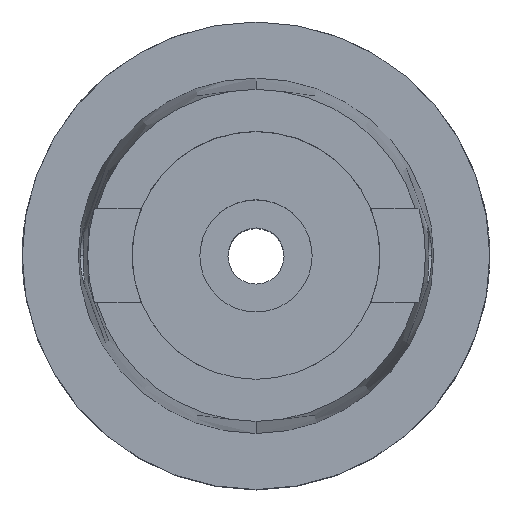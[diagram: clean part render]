
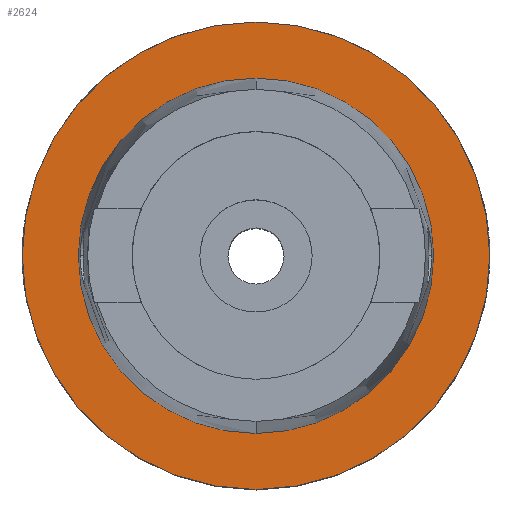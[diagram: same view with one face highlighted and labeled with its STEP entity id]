
A CAD part, top view. The second image highlights one B-rep face of the part: STEP entity #2624.
In plain terms, the highlighted planar face has unit normal (0, 0, 1).
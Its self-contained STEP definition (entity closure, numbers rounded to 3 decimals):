
#342=CARTESIAN_POINT('',(0.,0.,0.));
#343=DIRECTION('',(0.,0.,-1.));
#344=DIRECTION('',(0.,-1.,0.));
#345=AXIS2_PLACEMENT_3D('',#342,#343,#344);
#350=CARTESIAN_POINT('',(0.,0.,0.));
#351=DIRECTION('',(0.,0.,-1.));
#352=DIRECTION('',(0.,1.,0.));
#353=AXIS2_PLACEMENT_3D('',#350,#351,#352);
#358=CARTESIAN_POINT('',(0.,0.,0.));
#359=DIRECTION('',(0.,0.,1.));
#360=DIRECTION('',(0.,-1.,0.));
#361=AXIS2_PLACEMENT_3D('',#358,#359,#360);
#366=CARTESIAN_POINT('',(0.,0.,0.));
#367=DIRECTION('',(0.,0.,1.));
#368=DIRECTION('',(0.,1.,0.));
#369=AXIS2_PLACEMENT_3D('',#366,#367,#368);
#2136=CARTESIAN_POINT('',(0.,38.,0.));
#2137=VERTEX_POINT('',#2136);
#2138=CARTESIAN_POINT('',(0.,-38.,0.));
#2139=VERTEX_POINT('',#2138);
#2146=CARTESIAN_POINT('',(0.,-50.,0.));
#2147=CARTESIAN_POINT('',(0.,50.,0.));
#2148=VERTEX_POINT('',#2146);
#2149=VERTEX_POINT('',#2147);
#2609=CARTESIAN_POINT('',(0.,0.,0.));
#2610=DIRECTION('',(0.,0.,1.));
#2611=DIRECTION('',(0.,1.,0.));
#2612=AXIS2_PLACEMENT_3D('',#2609,#2610,#2611);
#2613=PLANE('',#2612);
#2615=ORIENTED_EDGE('',*,*,#2614,.T.);
#2617=ORIENTED_EDGE('',*,*,#2616,.T.);
#2618=EDGE_LOOP('',(#2615,#2617));
#2619=FACE_OUTER_BOUND('',#2618,.F.);
#2620=ORIENTED_EDGE('',*,*,#2571,.T.);
#2621=ORIENTED_EDGE('',*,*,#2533,.T.);
#2622=EDGE_LOOP('',(#2620,#2621));
#2623=FACE_BOUND('',#2622,.F.);
#346=CIRCLE('',#345,50.);
#354=CIRCLE('',#353,50.);
#362=CIRCLE('',#361,38.);
#370=CIRCLE('',#369,38.);
#2533=EDGE_CURVE('',#2137,#2139,#370,.T.);
#2571=EDGE_CURVE('',#2139,#2137,#362,.T.);
#2614=EDGE_CURVE('',#2148,#2149,#346,.T.);
#2616=EDGE_CURVE('',#2149,#2148,#354,.T.);
#2624=ADVANCED_FACE('',(#2619,#2623),#2613,.T.);
